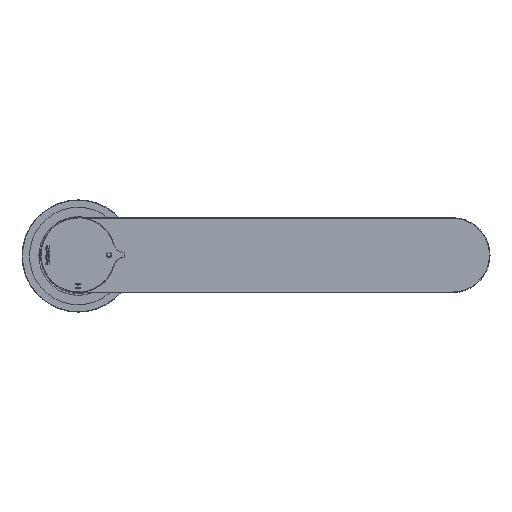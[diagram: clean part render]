
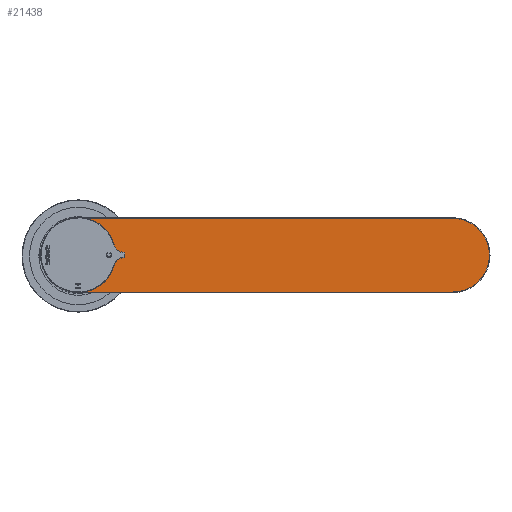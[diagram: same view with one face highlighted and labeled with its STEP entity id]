
A CAD part, top view. The second image highlights one B-rep face of the part: STEP entity #21438.
In plain terms, the highlighted planar face has unit normal (0, 0, 1).
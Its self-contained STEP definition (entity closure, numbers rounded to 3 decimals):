
#121=LINE('',#33308,#2741);
#122=LINE('',#33312,#2742);
#2741=VECTOR('',#26085,1000.);
#2742=VECTOR('',#26088,1000.);
#5940=ORIENTED_EDGE('',*,*,#11987,.T.);
#5941=ORIENTED_EDGE('',*,*,#11988,.T.);
#5942=ORIENTED_EDGE('',*,*,#11989,.T.);
#5943=ORIENTED_EDGE('',*,*,#11990,.T.);
#5944=ORIENTED_EDGE('',*,*,#11991,.T.);
#11987=EDGE_CURVE('',#15045,#15046,#17111,.F.);
#11988=EDGE_CURVE('',#15046,#15047,#121,.F.);
#11989=EDGE_CURVE('',#15047,#15048,#17112,.F.);
#11990=EDGE_CURVE('',#15048,#15045,#122,.T.);
#11991=EDGE_CURVE('',#15049,#15049,#17113,.T.);
#15045=VERTEX_POINT('',#33306);
#15046=VERTEX_POINT('',#33307);
#15047=VERTEX_POINT('',#33309);
#15048=VERTEX_POINT('',#33311);
#15049=VERTEX_POINT('',#33314);
#17111=CIRCLE('',#24407,19.7);
#17112=CIRCLE('',#24408,19.7);
#17113=CIRCLE('',#24409,17.8);
#17524=EDGE_LOOP('',(#5940,#5941,#5942,#5943));
#17525=EDGE_LOOP('',(#5944));
#19054=FACE_BOUND('',#17524,.T.);
#19055=FACE_BOUND('',#17525,.T.);
#20450=PLANE('',#24406);
#21438=ADVANCED_FACE('',(#19054,#19055),#20450,.F.);
#24406=AXIS2_PLACEMENT_3D('',#33304,#26081,#26082);
#24407=AXIS2_PLACEMENT_3D('',#33305,#26083,#26084);
#24408=AXIS2_PLACEMENT_3D('',#33310,#26086,#26087);
#24409=AXIS2_PLACEMENT_3D('',#33313,#26089,#26090);
#26081=DIRECTION('',(0.,0.,-1.));
#26082=DIRECTION('',(-1.,0.,0.));
#26083=DIRECTION('',(0.,0.,-1.));
#26084=DIRECTION('',(-1.,0.,0.));
#26085=DIRECTION('',(-1.,0.,0.));
#26086=DIRECTION('',(0.,0.,-1.));
#26087=DIRECTION('',(-1.,0.,0.));
#26088=DIRECTION('',(-1.,0.,0.));
#26089=DIRECTION('',(0.,0.,-1.));
#26090=DIRECTION('',(-1.,0.,0.));
#33304=CARTESIAN_POINT('',(120.,-20.,116.));
#33305=CARTESIAN_POINT('',(0.,0.,116.));
#33306=CARTESIAN_POINT('',(0.,19.7,116.));
#33307=CARTESIAN_POINT('',(0.,-19.7,116.));
#33308=CARTESIAN_POINT('',(120.,-19.7,116.));
#33309=CARTESIAN_POINT('',(200.,-19.7,116.));
#33310=CARTESIAN_POINT('',(200.,0.,116.));
#33311=CARTESIAN_POINT('',(200.,19.7,116.));
#33312=CARTESIAN_POINT('',(120.,19.7,116.));
#33313=CARTESIAN_POINT('',(0.,0.,116.));
#33314=CARTESIAN_POINT('',(-17.8,0.,116.));
